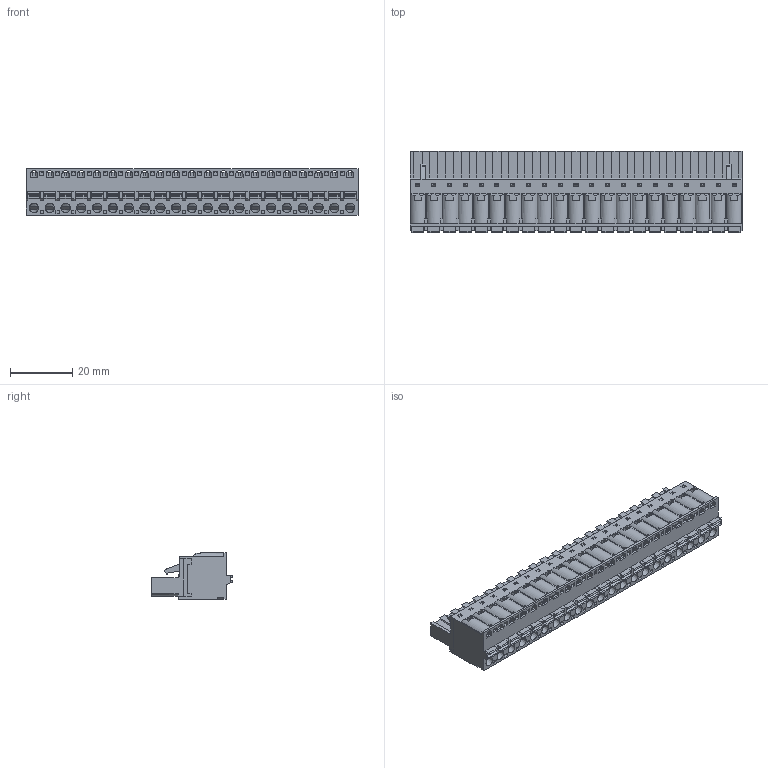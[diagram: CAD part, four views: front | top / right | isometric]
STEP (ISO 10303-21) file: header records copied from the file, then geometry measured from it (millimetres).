
FILE_DESCRIPTION(/* description */ ('Unknown'),/* implementation_level */ '2;1');
FILE_NAME(/* name */ '691353500021',/* time_stamp */ '2022-01-18T15:40:34+01:00',/* author */ ('Unknown'),/* organization */ ('Unknown'),/* preprocessor_version */ 'ST-DEVELOPER v16.7',/* originating_system */ 'Solid Edge',/* authorisation */ 'Unknown');
FILE_SCHEMA (('AUTOMOTIVE_DESIGN {1 0 10303 214 3 1 1}'));
Products named in the file (6): 6913535000xx; 691353500021; 691353500021_BAS; 6913535000xx_LANGUETTE; 6913535000xx_PIN; 6913535000xx_BOUTON
Assembly tree (65 placements, depth 2):
  6913535000xx
    691353500021
    691353500021_BAS
    6913535000xx_LANGUETTE  x21
    6913535000xx_PIN  x21
    6913535000xx_BOUTON  x21
Bounding box: 106.68 x 26.05 x 15 mm (x, y, z)
Volume: 16815 mm3; surface area: 41588.6 mm2
Topology: 65 solids, 65 shells, 5695 faces, 16268 edges, 10601 vertices
Faces by surface type: plane 4406, cylinder 1205, bspline 63, cone 21
Full cylindrical faces by diameter (mm): 1.5 x21, 3 x21
Entity records: 95082 total; most frequent: CARTESIAN_POINT 19337, ORIENTED_EDGE 16284, DIRECTION 14697, EDGE_CURVE 8142, LINE 7131, VECTOR 7131, VERTEX_POINT 5359, AXIS2_PLACEMENT_3D 3783
